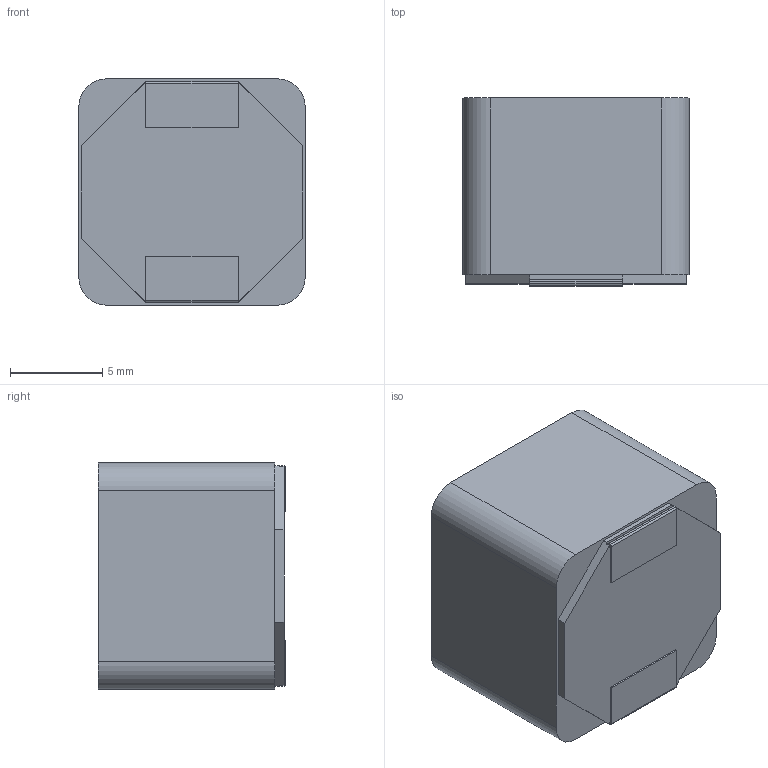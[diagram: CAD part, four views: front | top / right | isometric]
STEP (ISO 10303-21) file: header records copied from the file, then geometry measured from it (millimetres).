
FILE_DESCRIPTION (( 'STEP AP214' ), '1' );
FILE_NAME ('Coilcraft-MSS1210.STEP', '2024-08-20T10:48:05', ( '' ), ( '' ), 'SwSTEP 2.0', 'SolidWorks 2024', '' );
FILE_SCHEMA (( 'AUTOMOTIVE_DESIGN' ));
Length unit declared in the file: millimetre
Products named in the file (1): Coilcraft-MSS1210
Bounding box: 12.3 x 10.2 x 12.3 mm (x, y, z)
Surface area: 1204.2 mm2 (no closed solid volume)
Topology: 0 solids, 33 shells, 68 faces, 668 edges, 634 vertices
Faces by surface type: plane 56, cylinder 12
Entity records: 10711 total; most frequent: CARTESIAN_POINT 6338, ORIENTED_EDGE 766, EDGE_CURVE 668, VERTEX_POINT 634, DIRECTION 436, B_SPLINE_CURVE_WITH_KNOTS 410, VECTOR 218, LINE 218
